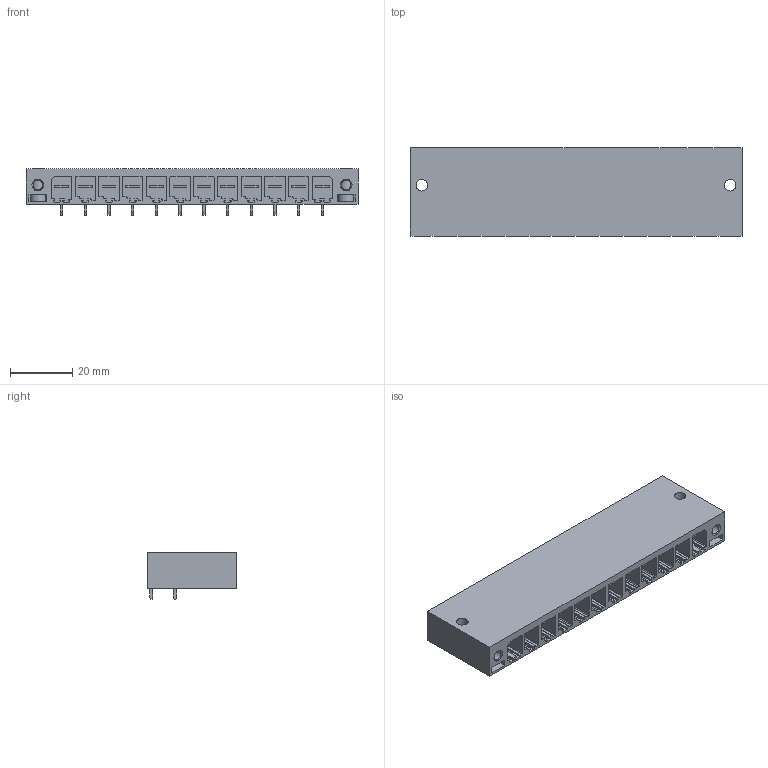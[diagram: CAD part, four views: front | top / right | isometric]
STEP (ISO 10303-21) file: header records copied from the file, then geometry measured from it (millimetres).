
FILE_DESCRIPTION(('CATIA V5 STEP Exchange','CAx-IF Rec.Pracs.--- Model Styling and Organization---1.2---2011-12-15'),'2;1');
FILE_NAME ('D1459461_0_1931590000_1931590000.stp','2018-11-30T13:33:27+00:00',('none'),('Weidmueller'),'CATIA Version 5-6 Release 2014','CATIA V5 STEP AP214','none');
FILE_SCHEMA(('AUTOMOTIVE_DESIGN { 1 0 10303 214 1 1 1 1 }'));
Length unit declared in the file: millimetre
Products named in the file (1): 1931590000
Bounding box: 106.68 x 28.3 x 14.9 mm (x, y, z)
Volume: 24200.8 mm3; surface area: 21834.5 mm2
Topology: 15 solids, 15 shells, 948 faces, 2692 edges, 1778 vertices
Faces by surface type: plane 754, cylinder 190, cone 4
Entity records: 27999 total; most frequent: ORIENTED_EDGE 5384, CARTESIAN_POINT 4956, DIRECTION 3662, EDGE_CURVE 2692, VECTOR 2308, LINE 2308, VERTEX_POINT 1778, EDGE_LOOP 992
